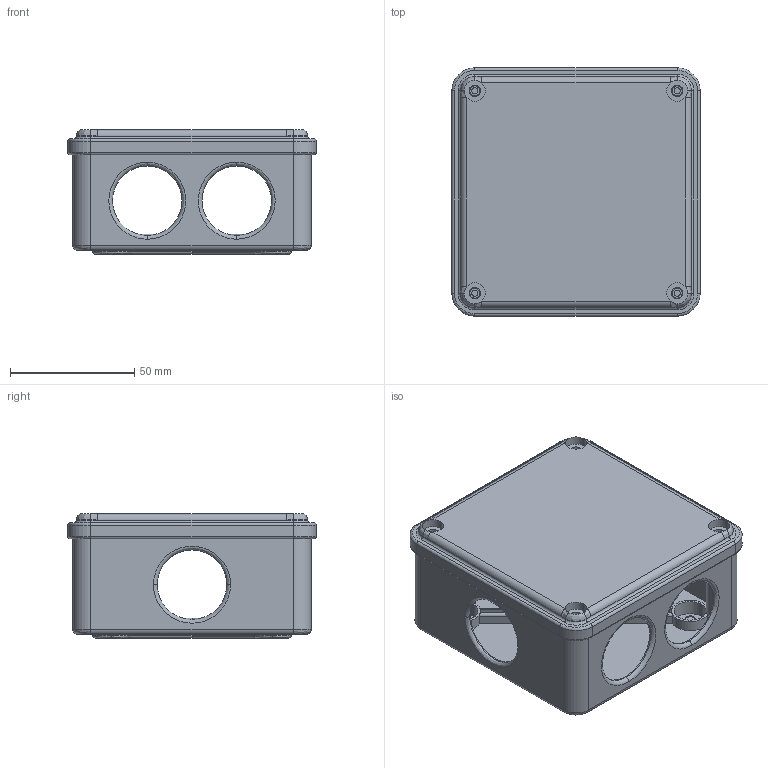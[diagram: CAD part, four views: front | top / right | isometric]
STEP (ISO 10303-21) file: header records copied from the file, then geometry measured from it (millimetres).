
FILE_DESCRIPTION (( 'STEP AP214' ), '1' );
FILE_NAME ('UKF20-100-100-050-6-4-09.STEP', '2021-12-08T12:52:55', ( '' ), ( '' ), 'SwSTEP 2.0', 'SolidWorks 2021', '' );
FILE_SCHEMA (( 'AUTOMOTIVE_DESIGN' ));
Length unit declared in the file: millimetre
Products named in the file (1): UKF20-100-100-050-6-4-09
Bounding box: 100 x 100 x 50 mm (x, y, z)
Volume: 70419.3 mm3; surface area: 81850.1 mm2
Topology: 2 solids, 2 shells, 572 faces, 1424 edges, 876 vertices
Faces by surface type: cylinder 276, plane 208, bspline 88
Entity records: 19596 total; most frequent: CARTESIAN_POINT 6106, DIRECTION 2850, ORIENTED_EDGE 2832, EDGE_CURVE 1416, AXIS2_PLACEMENT_3D 1065, VERTEX_POINT 876, VECTOR 720, LINE 720
